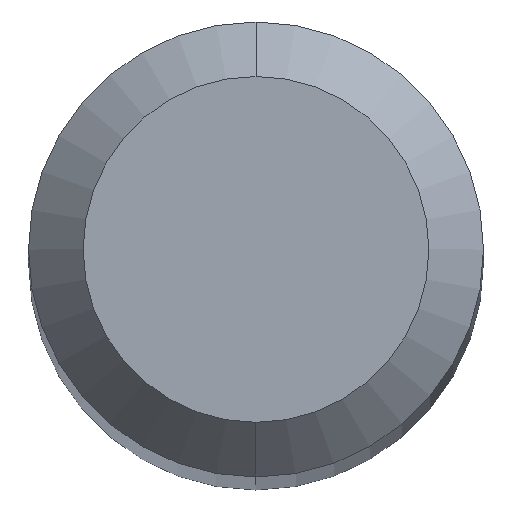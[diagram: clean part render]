
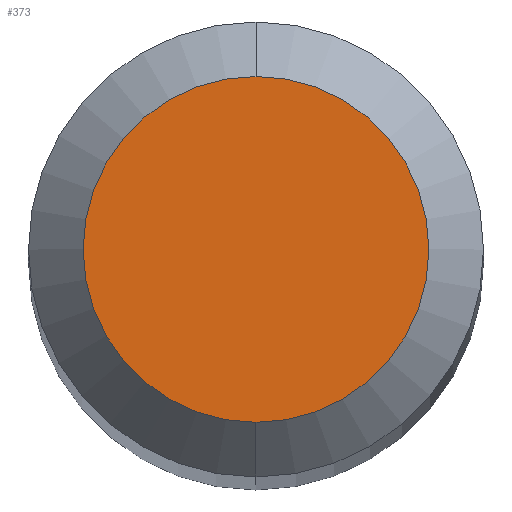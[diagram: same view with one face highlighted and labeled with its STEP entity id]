
A CAD part, top view. The second image highlights one B-rep face of the part: STEP entity #373.
In plain terms, the highlighted planar face has unit normal (0, 0, 1).
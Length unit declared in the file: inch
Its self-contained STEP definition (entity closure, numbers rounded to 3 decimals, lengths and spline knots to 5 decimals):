
#17 = DIRECTION ( 'NONE',  ( 0., 0., 1. ) ) ;
#65 = PLANE ( 'NONE',  #178 ) ;
#67 = CIRCLE ( 'NONE', #374, 0.0475 ) ;
#87 = CARTESIAN_POINT ( 'NONE',  ( 0., 0.0475, 0. ) ) ;
#100 = DIRECTION ( 'NONE',  ( 0., -1., 0. ) ) ;
#102 = AXIS2_PLACEMENT_3D ( 'NONE', #424, #17, #100 ) ;
#114 = CARTESIAN_POINT ( 'NONE',  ( 0., -0.0475, 0. ) ) ;
#127 = DIRECTION ( 'NONE',  ( 0., -1., 0. ) ) ;
#128 = VERTEX_POINT ( 'NONE', #114 ) ;
#140 = DIRECTION ( 'NONE',  ( 0., 1., 0. ) ) ;
#156 = CIRCLE ( 'NONE', #102, 0.0475 ) ;
#178 = AXIS2_PLACEMENT_3D ( 'NONE', #87, #262, #140 ) ;
#180 = EDGE_CURVE ( 'NONE', #128, #199, #67, .T. ) ;
#199 = VERTEX_POINT ( 'NONE', #394 ) ;
#243 = EDGE_LOOP ( 'NONE', ( #254, #368 ) ) ;
#254 = ORIENTED_EDGE ( 'NONE', *, *, #512, .T. ) ;
#262 = DIRECTION ( 'NONE',  ( 0., 0., -1. ) ) ;
#282 = CARTESIAN_POINT ( 'NONE',  ( 0., 0., 0. ) ) ;
#368 = ORIENTED_EDGE ( 'NONE', *, *, #180, .T. ) ;
#373 = ADVANCED_FACE ( 'NONE', ( #439 ), #65, .F. ) ;
#374 = AXIS2_PLACEMENT_3D ( 'NONE', #282, #393, #127 ) ;
#393 = DIRECTION ( 'NONE',  ( 0., 0., 1. ) ) ;
#394 = CARTESIAN_POINT ( 'NONE',  ( 0., 0.0475, 0. ) ) ;
#424 = CARTESIAN_POINT ( 'NONE',  ( 0., 0., 0. ) ) ;
#439 = FACE_OUTER_BOUND ( 'NONE', #243, .T. ) ;
#512 = EDGE_CURVE ( 'NONE', #199, #128, #156, .T. ) ;
